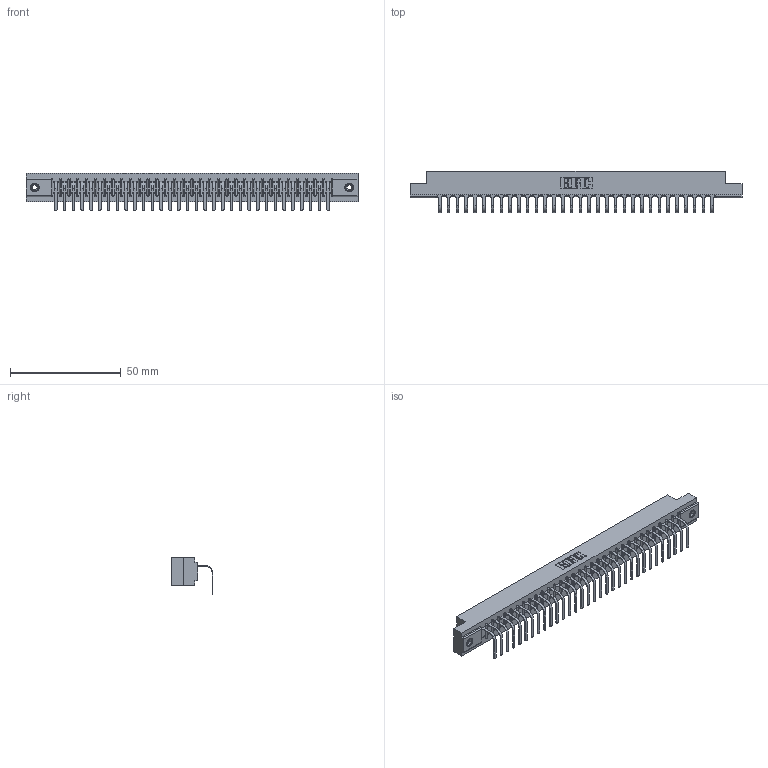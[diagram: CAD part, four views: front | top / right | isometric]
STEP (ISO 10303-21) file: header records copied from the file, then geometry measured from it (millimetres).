
FILE_DESCRIPTION (( 'STEP AP203' ), '1' );
FILE_NAME ('357-032-458-108.STEP', '2022-07-18T20:51:47', ( '' ), ( '' ), 'SwSTEP 2.0', 'SolidWorks 2020', '' );
FILE_SCHEMA (( 'CONFIG_CONTROL_DESIGN' ));
Length unit declared in the file: inch
Products named in the file (4): 345-250-001_345-250-003-102; 307 Part_.156 Dia Mounting Holes; 357-032-458-108; 307-290-001_558 - 2 (Single)
Assembly tree (35 placements, depth 2):
  357-032-458-108
    307 Part_.156 Dia Mounting Holes
    307-290-001_558 - 2 (Single)  x32
    345-250-001_345-250-003-102  x2
Bounding box: 149.81 x 18.78 x 16.8 mm (x, y, z)
Volume: 15620.3 mm3; surface area: 17296.7 mm2
Topology: 35 solids, 35 shells, 2131 faces, 6027 edges, 3878 vertices
Faces by surface type: plane 1350, cylinder 699, sphere 66, cone 12, torus 4
Entity records: 29955 total; most frequent: CARTESIAN_POINT 5023, ORIENTED_EDGE 5002, DIRECTION 4901, EDGE_CURVE 2501, LINE 1913, VECTOR 1913, VERTEX_POINT 1616, AXIS2_PLACEMENT_3D 1494
